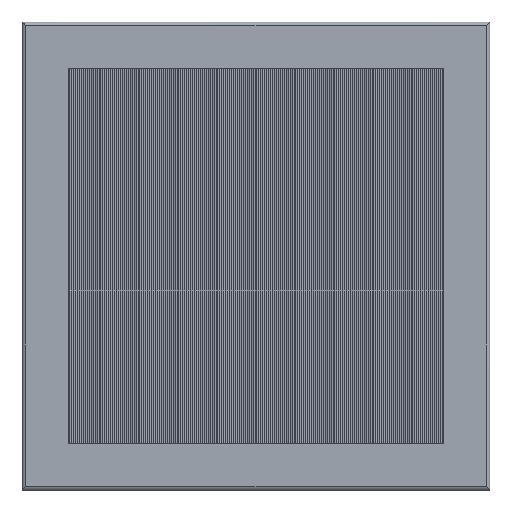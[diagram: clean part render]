
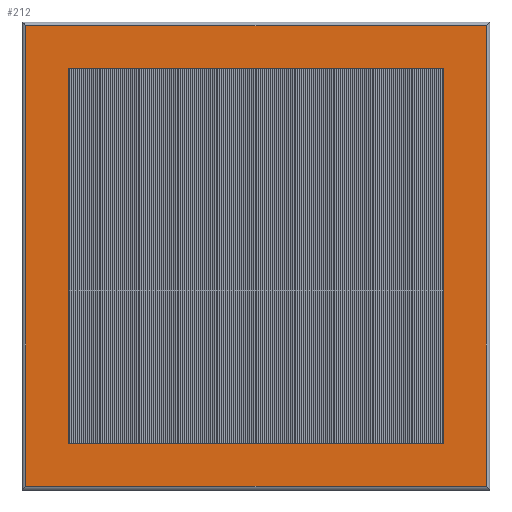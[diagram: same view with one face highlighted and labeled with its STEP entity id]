
A CAD part, top view. The second image highlights one B-rep face of the part: STEP entity #212.
In plain terms, the highlighted planar face has unit normal (0, 0, 1).
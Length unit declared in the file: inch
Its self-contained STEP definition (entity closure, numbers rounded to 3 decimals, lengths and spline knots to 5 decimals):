
#14=FACE_BOUND('',#627,.T.);
#212=ADVANCED_FACE('',(#419,#14),#3767,.T.);
#419=FACE_OUTER_BOUND('',#626,.T.);
#626=EDGE_LOOP('',(#1425,#1426,#1427,#1428));
#627=EDGE_LOOP('',(#1429,#1430,#1431,#1432));
#1425=ORIENTED_EDGE('',*,*,#2445,.T.);
#1426=ORIENTED_EDGE('',*,*,#2446,.T.);
#1427=ORIENTED_EDGE('',*,*,#2448,.T.);
#1428=ORIENTED_EDGE('',*,*,#2447,.T.);
#1429=ORIENTED_EDGE('',*,*,#2456,.T.);
#1430=ORIENTED_EDGE('',*,*,#2455,.T.);
#1431=ORIENTED_EDGE('',*,*,#2454,.T.);
#1432=ORIENTED_EDGE('',*,*,#2453,.T.);
#2445=EDGE_CURVE('',#3659,#3660,#2666,.T.);
#2446=EDGE_CURVE('',#3660,#3661,#2667,.T.);
#2447=EDGE_CURVE('',#3662,#3659,#2668,.T.);
#2448=EDGE_CURVE('',#3661,#3662,#2669,.T.);
#2453=EDGE_CURVE('',#3664,#3663,#2674,.T.);
#2454=EDGE_CURVE('',#3665,#3664,#2675,.T.);
#2455=EDGE_CURVE('',#3666,#3665,#2676,.T.);
#2456=EDGE_CURVE('',#3663,#3666,#2677,.T.);
#2666=B_SPLINE_CURVE_WITH_KNOTS('',1,(#6956,#6957),.UNSPECIFIED.,.F.,.F.,
(2,2),(0.5,59.5),.UNSPECIFIED.);
#2667=B_SPLINE_CURVE_WITH_KNOTS('',1,(#6958,#6959),.UNSPECIFIED.,.F.,.F.,
(2,2),(0.5,59.5),.UNSPECIFIED.);
#2668=B_SPLINE_CURVE_WITH_KNOTS('',1,(#6960,#6961),.UNSPECIFIED.,.F.,.F.,
(2,2),(0.5,59.5),.UNSPECIFIED.);
#2669=B_SPLINE_CURVE_WITH_KNOTS('',1,(#6962,#6963),.UNSPECIFIED.,.F.,.F.,
(2,2),(0.5,59.5),.UNSPECIFIED.);
#2674=B_SPLINE_CURVE_WITH_KNOTS('',1,(#7012,#7013),.UNSPECIFIED.,.F.,.F.,
(2,2),(230.4,259.2),.UNSPECIFIED.);
#2675=B_SPLINE_CURVE_WITH_KNOTS('',1,(#7014,#7015),.UNSPECIFIED.,.F.,.F.,
(2,2),(201.6,230.4),.UNSPECIFIED.);
#2676=B_SPLINE_CURVE_WITH_KNOTS('',1,(#7016,#7017),.UNSPECIFIED.,.F.,.F.,
(2,2),(172.8,201.6),.UNSPECIFIED.);
#2677=B_SPLINE_CURVE_WITH_KNOTS('',1,(#7018,#7019),.UNSPECIFIED.,.F.,.F.,
(2,2),(144.,172.8),.UNSPECIFIED.);
#3659=VERTEX_POINT('',#5570);
#3660=VERTEX_POINT('',#5571);
#3661=VERTEX_POINT('',#5572);
#3662=VERTEX_POINT('',#5573);
#3663=VERTEX_POINT('',#5574);
#3664=VERTEX_POINT('',#5575);
#3665=VERTEX_POINT('',#5576);
#3666=VERTEX_POINT('',#5577);
#3767=PLANE('',#4162);
#4162=AXIS2_PLACEMENT_3D('',#5164,#4566,$);
#4566=DIRECTION('',(0.,0.,1.));
#5164=CARTESIAN_POINT('',(0.01042,0.01042,0.08073));
#5570=CARTESIAN_POINT('',(1.23958,1.23958,0.08073));
#5571=CARTESIAN_POINT('',(0.01042,1.23958,0.08073));
#5572=CARTESIAN_POINT('',(0.01042,0.01042,0.08073));
#5573=CARTESIAN_POINT('',(1.23958,0.01042,0.08073));
#5574=CARTESIAN_POINT('',(0.125,0.125,0.08073));
#5575=CARTESIAN_POINT('',(1.125,0.125,0.08073));
#5576=CARTESIAN_POINT('',(1.125,1.125,0.08073));
#5577=CARTESIAN_POINT('',(0.125,1.125,0.08073));
#6956=CARTESIAN_POINT('',(1.23958,1.23958,0.08073));
#6957=CARTESIAN_POINT('',(0.01042,1.23958,0.08073));
#6958=CARTESIAN_POINT('',(0.01042,1.23958,0.08073));
#6959=CARTESIAN_POINT('',(0.01042,0.01042,0.08073));
#6960=CARTESIAN_POINT('',(1.23958,0.01042,0.08073));
#6961=CARTESIAN_POINT('',(1.23958,1.23958,0.08073));
#6962=CARTESIAN_POINT('',(0.01042,0.01042,0.08073));
#6963=CARTESIAN_POINT('',(1.23958,0.01042,0.08073));
#7012=CARTESIAN_POINT('',(1.125,0.125,0.08073));
#7013=CARTESIAN_POINT('',(0.125,0.125,0.08073));
#7014=CARTESIAN_POINT('',(1.125,1.125,0.08073));
#7015=CARTESIAN_POINT('',(1.125,0.125,0.08073));
#7016=CARTESIAN_POINT('',(0.125,1.125,0.08073));
#7017=CARTESIAN_POINT('',(1.125,1.125,0.08073));
#7018=CARTESIAN_POINT('',(0.125,0.125,0.08073));
#7019=CARTESIAN_POINT('',(0.125,1.125,0.08073));
